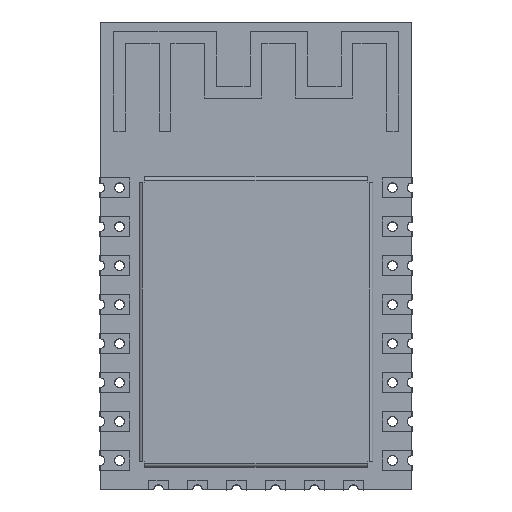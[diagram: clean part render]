
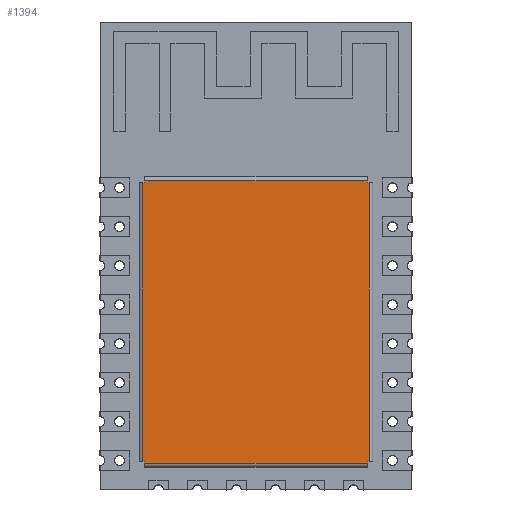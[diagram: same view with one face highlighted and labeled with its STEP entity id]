
A CAD part, top view. The second image highlights one B-rep face of the part: STEP entity #1394.
In plain terms, the highlighted planar face has unit normal (0, 0, 1).
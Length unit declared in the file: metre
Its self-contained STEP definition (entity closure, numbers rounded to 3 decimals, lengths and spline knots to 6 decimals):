
#1394 = ADVANCED_FACE( '', ( #2948 ), #2949, .T. );
#2948 = FACE_OUTER_BOUND( '', #4605, .T. );
#2949 = PLANE( '', #4606 );
#4605 = EDGE_LOOP( '', ( #8400, #8401, #8402, #8403, #8404, #8405, #8406, #8407, #8408, #8409, #8410, #8411 ) );
#4606 = AXIS2_PLACEMENT_3D( '', #8412, #8413, #8414 );
#8400 = ORIENTED_EDGE( '', *, *, #9827, .T. );
#8401 = ORIENTED_EDGE( '', *, *, #10612, .T. );
#8402 = ORIENTED_EDGE( '', *, *, #9534, .F. );
#8403 = ORIENTED_EDGE( '', *, *, #10452, .T. );
#8404 = ORIENTED_EDGE( '', *, *, #10280, .T. );
#8405 = ORIENTED_EDGE( '', *, *, #10613, .F. );
#8406 = ORIENTED_EDGE( '', *, *, #9880, .T. );
#8407 = ORIENTED_EDGE( '', *, *, #10017, .T. );
#8408 = ORIENTED_EDGE( '', *, *, #9911, .F. );
#8409 = ORIENTED_EDGE( '', *, *, #10582, .T. );
#8410 = ORIENTED_EDGE( '', *, *, #10614, .T. );
#8411 = ORIENTED_EDGE( '', *, *, #10615, .F. );
#8412 = CARTESIAN_POINT( '', ( 0., 0.012, 0.00285 ) );
#8413 = DIRECTION( '', ( 0., 0., 1. ) );
#8414 = DIRECTION( '', ( 0., 1., 0. ) );
#9534 = EDGE_CURVE( '', #11540, #11541, #11542, .T. );
#9827 = EDGE_CURVE( '', #12006, #12004, #12007, .T. );
#9880 = EDGE_CURVE( '', #12091, #12089, #12092, .T. );
#9911 = EDGE_CURVE( '', #12136, #12137, #12138, .T. );
#10017 = EDGE_CURVE( '', #12089, #12137, #12294, .T. );
#10280 = EDGE_CURVE( '', #12671, #12668, #12672, .F. );
#10452 = EDGE_CURVE( '', #11540, #12671, #12905, .T. );
#10582 = EDGE_CURVE( '', #12136, #13047, #13049, .T. );
#10612 = EDGE_CURVE( '', #12004, #11541, #13081, .F. );
#10613 = EDGE_CURVE( '', #12091, #12668, #13082, .T. );
#10614 = EDGE_CURVE( '', #13047, #13083, #13084, .T. );
#10615 = EDGE_CURVE( '', #12006, #13083, #13085, .T. );
#11540 = VERTEX_POINT( '', #14341 );
#11541 = VERTEX_POINT( '', #14342 );
#11542 = LINE( '', #14343, #14344 );
#12004 = VERTEX_POINT( '', #14993 );
#12006 = VERTEX_POINT( '', #14995 );
#12007 = LINE( '', #14996, #14997 );
#12089 = VERTEX_POINT( '', #15112 );
#12091 = VERTEX_POINT( '', #15114 );
#12092 = LINE( '', #15115, #15116 );
#12136 = VERTEX_POINT( '', #15176 );
#12137 = VERTEX_POINT( '', #15177 );
#12138 = LINE( '', #15178, #15179 );
#12294 = LINE( '', #15400, #15401 );
#12668 = VERTEX_POINT( '', #15916 );
#12671 = VERTEX_POINT( '', #15919 );
#12672 = LINE( '', #15920, #15921 );
#12905 = LINE( '', #16246, #16247 );
#13047 = VERTEX_POINT( '', #16442 );
#13049 = LINE( '', #16444, #16445 );
#13081 = LINE( '', #16488, #16489 );
#13082 = LINE( '', #16490, #16491 );
#13083 = VERTEX_POINT( '', #16492 );
#13084 = LINE( '', #16493, #16494 );
#13085 = LINE( '', #16495, #16496 );
#14341 = CARTESIAN_POINT( '', ( -0.0057, 0.01575, 0.00285 ) );
#14342 = CARTESIAN_POINT( '', ( -0.0057, 0.01585, 0.00285 ) );
#14343 = CARTESIAN_POINT( '', ( -0.0057, 0.012, 0.00285 ) );
#14344 = VECTOR( '', #17126, 1. );
#14993 = CARTESIAN_POINT( '', ( 0.0057, 0.01585, 0.00285 ) );
#14995 = CARTESIAN_POINT( '', ( 0.0057, 0.01575, 0.00285 ) );
#14996 = CARTESIAN_POINT( '', ( 0.0057, 0.012, 0.00285 ) );
#14997 = VECTOR( '', #17431, 1. );
#15112 = CARTESIAN_POINT( '', ( -0.0057, 0.00135, 0.00285 ) );
#15114 = CARTESIAN_POINT( '', ( -0.0057, 0.00145, 0.00285 ) );
#15115 = CARTESIAN_POINT( '', ( -0.0057, 0.012, 0.00285 ) );
#15116 = VECTOR( '', #17486, 1. );
#15176 = CARTESIAN_POINT( '', ( 0.0057, 0.00145, 0.00285 ) );
#15177 = CARTESIAN_POINT( '', ( 0.0057, 0.00135, 0.00285 ) );
#15178 = CARTESIAN_POINT( '', ( 0.0057, 0.012, 0.00285 ) );
#15179 = VECTOR( '', #17521, 1. );
#15400 = CARTESIAN_POINT( '', ( 0.0057, 0.00135, 0.00285 ) );
#15401 = VECTOR( '', #17635, 1. );
#15916 = CARTESIAN_POINT( '', ( -0.0058, 0.00145, 0.00285 ) );
#15919 = CARTESIAN_POINT( '', ( -0.0058, 0.01575, 0.00285 ) );
#15920 = CARTESIAN_POINT( '', ( -0.0058, 0.012, 0.00285 ) );
#15921 = VECTOR( '', #17930, 1. );
#16246 = CARTESIAN_POINT( '', ( 0., 0.01575, 0.00285 ) );
#16247 = VECTOR( '', #18116, 1. );
#16442 = CARTESIAN_POINT( '', ( 0.0058, 0.00145, 0.00285 ) );
#16444 = CARTESIAN_POINT( '', ( 0., 0.00145, 0.00285 ) );
#16445 = VECTOR( '', #18209, 1. );
#16488 = CARTESIAN_POINT( '', ( 0., 0.01585, 0.00285 ) );
#16489 = VECTOR( '', #18227, 1. );
#16490 = CARTESIAN_POINT( '', ( 0., 0.00145, 0.00285 ) );
#16491 = VECTOR( '', #18228, 1. );
#16492 = CARTESIAN_POINT( '', ( 0.0058, 0.01575, 0.00285 ) );
#16493 = CARTESIAN_POINT( '', ( 0.0058, 0.01575, 0.00285 ) );
#16494 = VECTOR( '', #18229, 1. );
#16495 = CARTESIAN_POINT( '', ( 0., 0.01575, 0.00285 ) );
#16496 = VECTOR( '', #18230, 1. );
#17126 = DIRECTION( '', ( 0., 1., 0. ) );
#17431 = DIRECTION( '', ( 0., 1., 0. ) );
#17486 = DIRECTION( '', ( 0., -1., 0. ) );
#17521 = DIRECTION( '', ( 0., -1., 0. ) );
#17635 = DIRECTION( '', ( 1., 0., 0. ) );
#17930 = DIRECTION( '', ( 0., 1., 0. ) );
#18116 = DIRECTION( '', ( -1., 0., 0. ) );
#18209 = DIRECTION( '', ( 1., 0., 0. ) );
#18227 = DIRECTION( '', ( 1., 0., 0. ) );
#18228 = DIRECTION( '', ( -1., 0., 0. ) );
#18229 = DIRECTION( '', ( 0., 1., 0. ) );
#18230 = DIRECTION( '', ( 1., 0., 0. ) );
